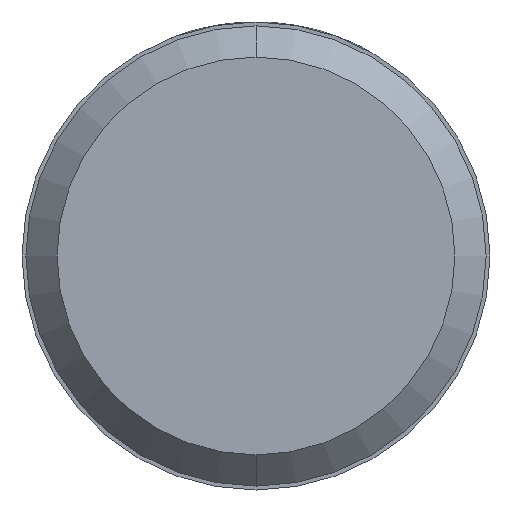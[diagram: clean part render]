
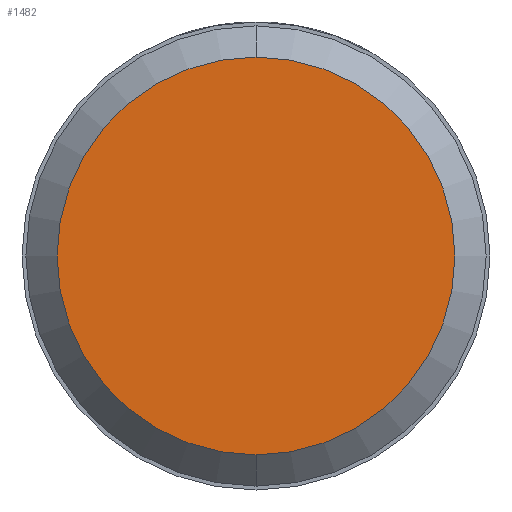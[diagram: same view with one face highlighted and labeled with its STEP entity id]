
A CAD part, front view. The second image highlights one B-rep face of the part: STEP entity #1482.
In plain terms, the highlighted planar face has unit normal (0, -1, 0).
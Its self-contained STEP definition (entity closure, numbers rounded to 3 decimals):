
#23 = AXIS2_PLACEMENT_3D ( 'NONE', #602, #2046, #1242 ) ;
#257 = ORIENTED_EDGE ( 'NONE', *, *, #269, .T. ) ;
#269 = EDGE_CURVE ( 'NONE', #2201, #1886, #2475, .T. ) ;
#275 = DIRECTION ( 'NONE',  ( 0., 0., 1. ) ) ;
#313 = EDGE_LOOP ( 'NONE', ( #940, #257 ) ) ;
#602 = CARTESIAN_POINT ( 'NONE',  ( 0., 0., 0. ) ) ;
#914 = CIRCLE ( 'NONE', #1074, 12.75 ) ;
#915 = CARTESIAN_POINT ( 'NONE',  ( 0., 0., 0. ) ) ;
#940 = ORIENTED_EDGE ( 'NONE', *, *, #2076, .T. ) ;
#1016 = PLANE ( 'NONE',  #23 ) ;
#1036 = AXIS2_PLACEMENT_3D ( 'NONE', #915, #1915, #2128 ) ;
#1074 = AXIS2_PLACEMENT_3D ( 'NONE', #1485, #1470, #275 ) ;
#1242 = DIRECTION ( 'NONE',  ( 0., 0., 1. ) ) ;
#1470 = DIRECTION ( 'NONE',  ( 0., -1., 0. ) ) ;
#1482 = ADVANCED_FACE ( 'NONE', ( #2484 ), #1016, .F. ) ;
#1485 = CARTESIAN_POINT ( 'NONE',  ( 0., 0., 0. ) ) ;
#1821 = CARTESIAN_POINT ( 'NONE',  ( 0., 0., 12.75 ) ) ;
#1869 = CARTESIAN_POINT ( 'NONE',  ( 0., 0., -12.75 ) ) ;
#1886 = VERTEX_POINT ( 'NONE', #1821 ) ;
#1915 = DIRECTION ( 'NONE',  ( 0., -1., 0. ) ) ;
#2046 = DIRECTION ( 'NONE',  ( 0., 1., 0. ) ) ;
#2076 = EDGE_CURVE ( 'NONE', #1886, #2201, #914, .T. ) ;
#2128 = DIRECTION ( 'NONE',  ( 0., 0., 1. ) ) ;
#2201 = VERTEX_POINT ( 'NONE', #1869 ) ;
#2475 = CIRCLE ( 'NONE', #1036, 12.75 ) ;
#2484 = FACE_OUTER_BOUND ( 'NONE', #313, .T. ) ;
